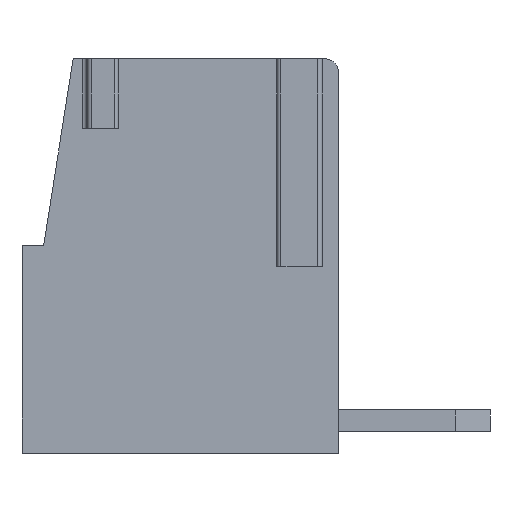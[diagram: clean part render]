
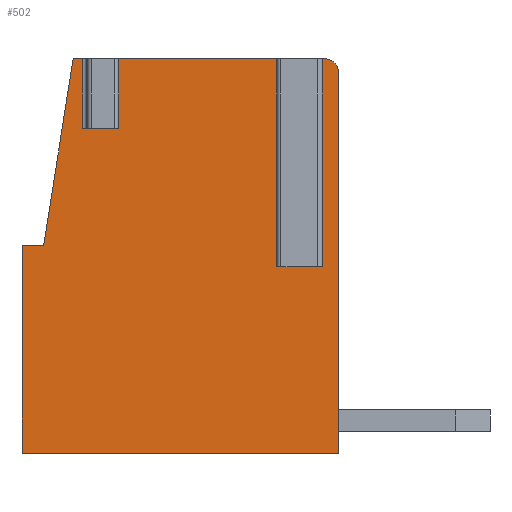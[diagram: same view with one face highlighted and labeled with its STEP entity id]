
A CAD part, left-side view. The second image highlights one B-rep face of the part: STEP entity #502.
In plain terms, the highlighted planar face has unit normal (-1, 0, 0).
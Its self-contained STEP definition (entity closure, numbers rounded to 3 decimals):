
#502 = ADVANCED_FACE( 'F386', ( #999 ), #1000, .F. );
#999 = FACE_OUTER_BOUND( '', #1508, .T. );
#1000 = PLANE( '', #1509 );
#1508 = EDGE_LOOP( '', ( #2821, #2822, #2823, #2824, #2825, #2826, #2827, #2828, #2829, #2830, #2831, #2832, #2833, #2834, #2835 ) );
#1509 = AXIS2_PLACEMENT_3D( '', #2836, #2837, #2838 );
#2821 = ORIENTED_EDGE( '', *, *, #3731, .F. );
#2822 = ORIENTED_EDGE( '', *, *, #3495, .T. );
#2823 = ORIENTED_EDGE( '', *, *, #3785, .F. );
#2824 = ORIENTED_EDGE( '', *, *, #3786, .F. );
#2825 = ORIENTED_EDGE( '', *, *, #3725, .F. );
#2826 = ORIENTED_EDGE( '', *, *, #3295, .T. );
#2827 = ORIENTED_EDGE( '', *, *, #3378, .F. );
#2828 = ORIENTED_EDGE( '', *, *, #3787, .F. );
#2829 = ORIENTED_EDGE( '', *, *, #3723, .F. );
#2830 = ORIENTED_EDGE( '', *, *, #3687, .F. );
#2831 = ORIENTED_EDGE( '', *, *, #3318, .F. );
#2832 = ORIENTED_EDGE( '', *, *, #3330, .F. );
#2833 = ORIENTED_EDGE( '', *, *, #3788, .T. );
#2834 = ORIENTED_EDGE( '', *, *, #3513, .F. );
#2835 = ORIENTED_EDGE( '', *, *, #3243, .T. );
#2836 = CARTESIAN_POINT( '', ( -1.905, -3.5, 0. ) );
#2837 = DIRECTION( '', ( 1., 0., 0. ) );
#2838 = DIRECTION( '', ( 0., -1., 0. ) );
#3243 = EDGE_CURVE( '', #3892, #3890, #3893, .T. );
#3295 = EDGE_CURVE( '', #3983, #3984, #3985, .T. );
#3318 = EDGE_CURVE( '', #4023, #4019, #4025, .T. );
#3330 = EDGE_CURVE( '', #4043, #4023, #4045, .T. );
#3378 = EDGE_CURVE( '', #4127, #3984, #4129, .T. );
#3495 = EDGE_CURVE( '', #4323, #4324, #4325, .T. );
#3513 = EDGE_CURVE( '', #3892, #4351, #4352, .T. );
#3687 = EDGE_CURVE( '', #4019, #4598, #4601, .T. );
#3723 = EDGE_CURVE( '', #4598, #4645, #4646, .T. );
#3725 = EDGE_CURVE( '', #3983, #4648, #4649, .T. );
#3731 = EDGE_CURVE( '', #4323, #3890, #4658, .T. );
#3785 = EDGE_CURVE( '', #4721, #4324, #4722, .T. );
#3786 = EDGE_CURVE( '', #4648, #4721, #4723, .T. );
#3787 = EDGE_CURVE( '', #4645, #4127, #4724, .T. );
#3788 = EDGE_CURVE( '', #4043, #4351, #4725, .T. );
#3890 = VERTEX_POINT( '', #4844 );
#3892 = VERTEX_POINT( '', #4847 );
#3893 = CIRCLE( '', #4848, 0.3 );
#3983 = VERTEX_POINT( '', #4976 );
#3984 = VERTEX_POINT( '', #4977 );
#3985 = LINE( '', #4978, #4979 );
#4019 = VERTEX_POINT( '', #5024 );
#4023 = VERTEX_POINT( '', #5030 );
#4025 = LINE( '', #5033, #5034 );
#4043 = VERTEX_POINT( '', #5057 );
#4045 = LINE( '', #5060, #5061 );
#4127 = VERTEX_POINT( '', #5174 );
#4129 = LINE( '', #5176, #5177 );
#4323 = VERTEX_POINT( '', #5453 );
#4324 = VERTEX_POINT( '', #5454 );
#4325 = LINE( '', #5455, #5456 );
#4351 = VERTEX_POINT( '', #5493 );
#4352 = LINE( '', #5494, #5495 );
#4598 = VERTEX_POINT( '', #5868 );
#4601 = LINE( '', #5873, #5874 );
#4645 = VERTEX_POINT( '', #5932 );
#4646 = LINE( '', #5933, #5934 );
#4648 = VERTEX_POINT( '', #5936 );
#4649 = LINE( '', #5937, #5938 );
#4658 = LINE( '', #5950, #5951 );
#4721 = VERTEX_POINT( '', #6043 );
#4722 = LINE( '', #6044, #6045 );
#4723 = LINE( '', #6046, #6047 );
#4724 = LINE( '', #6048, #6049 );
#4725 = LINE( '', #6050, #6051 );
#4844 = CARTESIAN_POINT( '', ( -1.905, -7., 9.1 ) );
#4847 = CARTESIAN_POINT( '', ( -1.905, -7.3, 8.8 ) );
#4848 = AXIS2_PLACEMENT_3D( '', #6178, #6179, #6180 );
#4976 = CARTESIAN_POINT( '', ( -1.905, -2.127, 9.1 ) );
#4977 = CARTESIAN_POINT( '', ( -1.905, -2.127, 7.5 ) );
#4978 = CARTESIAN_POINT( '', ( -1.905, -2.127, 9.1 ) );
#4979 = VECTOR( '', #6228, 1000. );
#5024 = CARTESIAN_POINT( '', ( -1.905, -0.5, 4.8 ) );
#5030 = CARTESIAN_POINT( '', ( -1.905, 0., 4.8 ) );
#5033 = CARTESIAN_POINT( '', ( -1.905, -3.5, 4.8 ) );
#5034 = VECTOR( '', #6255, 1000. );
#5057 = CARTESIAN_POINT( '', ( -1.905, 0., 0. ) );
#5060 = CARTESIAN_POINT( '', ( -1.905, 0., 0. ) );
#5061 = VECTOR( '', #6268, 1000. );
#5174 = CARTESIAN_POINT( '', ( -1.905, -1.4, 7.5 ) );
#5176 = CARTESIAN_POINT( '', ( -1.905, -3.5, 7.5 ) );
#5177 = VECTOR( '', #6324, 1000. );
#5453 = CARTESIAN_POINT( '', ( -1.905, -6.827, 9.1 ) );
#5454 = CARTESIAN_POINT( '', ( -1.905, -6.827, 4.3 ) );
#5455 = CARTESIAN_POINT( '', ( -1.905, -6.827, 9.1 ) );
#5456 = VECTOR( '', #6446, 1000. );
#5493 = CARTESIAN_POINT( '', ( -1.905, -7.3, 0. ) );
#5494 = CARTESIAN_POINT( '', ( -1.905, -7.3, 0. ) );
#5495 = VECTOR( '', #6464, 1000. );
#5868 = CARTESIAN_POINT( '', ( -1.905, -1.181, 9.1 ) );
#5873 = CARTESIAN_POINT( '', ( -1.905, 0.26, 0. ) );
#5874 = VECTOR( '', #6603, 1000. );
#5932 = CARTESIAN_POINT( '', ( -1.905, -1.4, 9.1 ) );
#5933 = CARTESIAN_POINT( '', ( -1.905, -3.5, 9.1 ) );
#5934 = VECTOR( '', #6645, 1000. );
#5936 = CARTESIAN_POINT( '', ( -1.905, -5.973, 9.1 ) );
#5937 = CARTESIAN_POINT( '', ( -1.905, -3.5, 9.1 ) );
#5938 = VECTOR( '', #6649, 1000. );
#5950 = CARTESIAN_POINT( '', ( -1.905, -3.5, 9.1 ) );
#5951 = VECTOR( '', #6659, 1000. );
#6043 = CARTESIAN_POINT( '', ( -1.905, -5.973, 4.3 ) );
#6044 = CARTESIAN_POINT( '', ( -1.905, -3.5, 4.3 ) );
#6045 = VECTOR( '', #6701, 1000. );
#6046 = CARTESIAN_POINT( '', ( -1.905, -5.973, 9.1 ) );
#6047 = VECTOR( '', #6702, 1000. );
#6048 = CARTESIAN_POINT( '', ( -1.905, -1.4, 9.1 ) );
#6049 = VECTOR( '', #6703, 1000. );
#6050 = CARTESIAN_POINT( '', ( -1.905, -3.5, 0. ) );
#6051 = VECTOR( '', #6704, 1000. );
#6178 = CARTESIAN_POINT( '', ( -1.905, -7., 8.8 ) );
#6179 = DIRECTION( '', ( -1., 0., 0. ) );
#6180 = DIRECTION( '', ( 0., 1., 0. ) );
#6228 = DIRECTION( '', ( 0., 0., -1. ) );
#6255 = DIRECTION( '', ( 0., -1., 0. ) );
#6268 = DIRECTION( '', ( 0., 0., 1. ) );
#6324 = DIRECTION( '', ( 0., -1., 0. ) );
#6446 = DIRECTION( '', ( 0., 0., -1. ) );
#6464 = DIRECTION( '', ( 0., 0., -1. ) );
#6603 = DIRECTION( '', ( 0., -0.156, 0.988 ) );
#6645 = DIRECTION( '', ( 0., -1., 0. ) );
#6649 = DIRECTION( '', ( 0., -1., 0. ) );
#6659 = DIRECTION( '', ( 0., -1., 0. ) );
#6701 = DIRECTION( '', ( 0., -1., 0. ) );
#6702 = DIRECTION( '', ( 0., 0., -1. ) );
#6703 = DIRECTION( '', ( 0., 0., -1. ) );
#6704 = DIRECTION( '', ( 0., -1., 0. ) );
